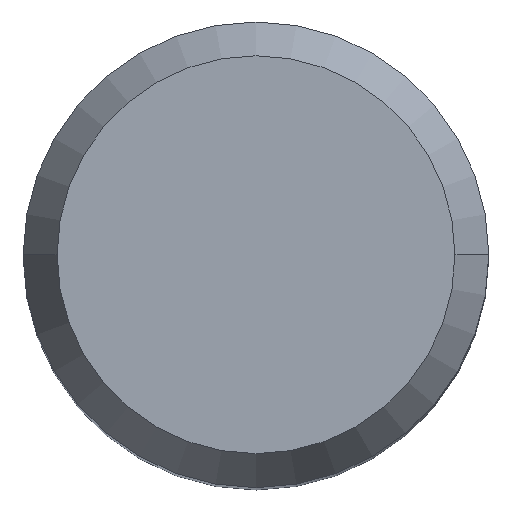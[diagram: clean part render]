
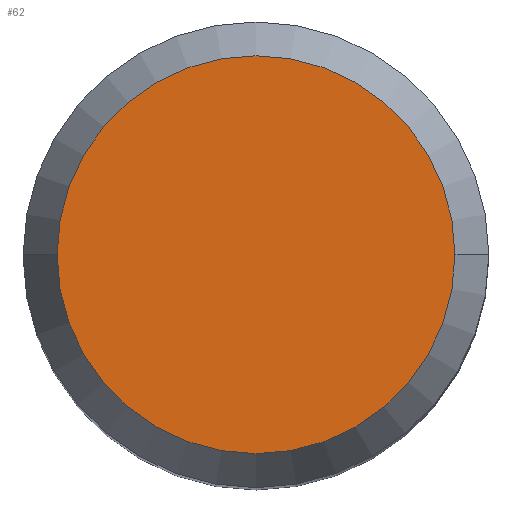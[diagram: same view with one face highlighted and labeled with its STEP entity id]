
A CAD part, top view. The second image highlights one B-rep face of the part: STEP entity #62.
In plain terms, the highlighted planar face has unit normal (0, 0, 1).
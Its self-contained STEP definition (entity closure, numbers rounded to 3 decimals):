
#48=PLANE('',#418);
#62=ADVANCED_FACE('',(#87),#48,.T.);
#87=FACE_OUTER_BOUND('',#106,.T.);
#106=EDGE_LOOP('',(#168,#169));
#128=CIRCLE('',#416,6.783);
#129=CIRCLE('',#417,6.783);
#168=ORIENTED_EDGE('',*,*,#265,.T.);
#169=ORIENTED_EDGE('',*,*,#266,.T.);
#237=VERTEX_POINT('',#618);
#238=VERTEX_POINT('',#619);
#265=EDGE_CURVE('',#237,#238,#128,.T.);
#266=EDGE_CURVE('',#238,#237,#129,.T.);
#416=AXIS2_PLACEMENT_3D('',#617,#504,#505);
#417=AXIS2_PLACEMENT_3D('',#620,#506,#507);
#418=AXIS2_PLACEMENT_3D('',#621,#508,#509);
#504=DIRECTION('',(0.,0.,1.));
#505=DIRECTION('',(-1.,0.,0.));
#506=DIRECTION('',(0.,0.,1.));
#507=DIRECTION('',(1.,0.,0.));
#508=DIRECTION('',(0.,0.,1.));
#509=DIRECTION('',(-1.,0.,0.));
#617=CARTESIAN_POINT('',(0.,0.,24.5));
#618=CARTESIAN_POINT('',(-6.783,0.,24.5));
#619=CARTESIAN_POINT('',(6.783,0.,24.5));
#620=CARTESIAN_POINT('',(0.,0.,24.5));
#621=CARTESIAN_POINT('',(0.,0.,24.5));
